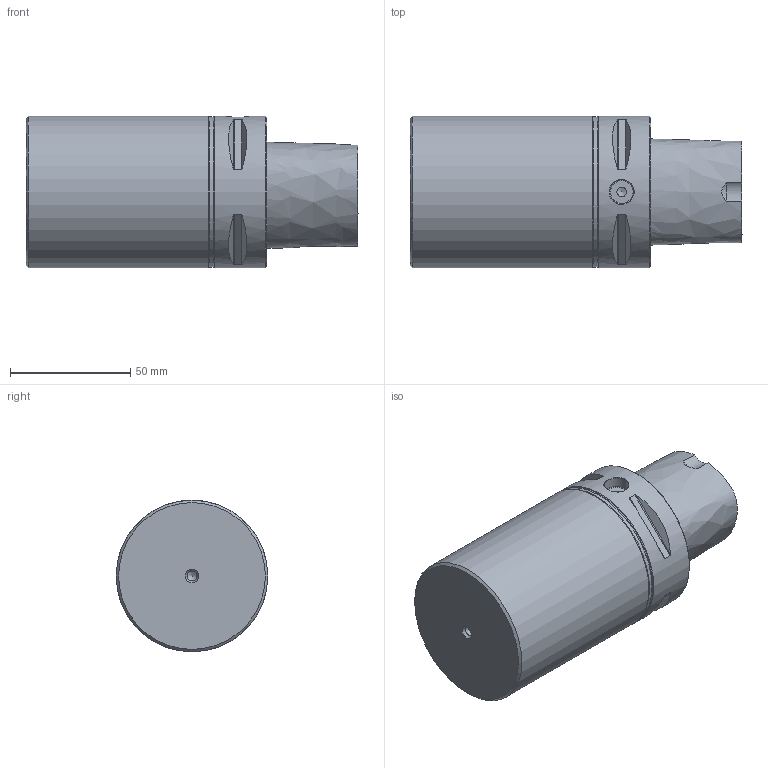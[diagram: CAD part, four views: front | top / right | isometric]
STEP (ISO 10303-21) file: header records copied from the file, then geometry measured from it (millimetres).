
FILE_DESCRIPTION(/* description */ (''),/* implementation_level */ '2;1');
FILE_NAME(/* name */ 'AC6-BL41-063-100.stp',/* time_stamp */ '2024-12-09T15:44:12+03:00',/* author */ (''),/* organization */ (''),/* preprocessor_version */ 'ST-DEVELOPER v19.4',/* originating_system */ 'SIEMENS PLM Software NX2306.9102',/* authorisation */ '');
FILE_SCHEMA (('AUTOMOTIVE_DESIGN { 1 0 10303 214 3 1 1 1 }'));
Length unit declared in the file: millimetre
Products named in the file (1): AC6-BL41-063-100-Light Step-Dxf_objects
Bounding box: 138 x 63 x 63 mm (x, y, z)
Volume: 364195.8 mm3; surface area: 31417.7 mm2
Topology: 1 solids, 1 shells, 44 faces, 100 edges, 63 vertices
Faces by surface type: plane 16, cylinder 15, cone 8, torus 3, bspline 2
Full cylindrical faces by diameter (mm): 4 x2, 10 x1, 62.4 x1, 63 x2
Entity records: 1863 total; most frequent: CARTESIAN_POINT 977, DIRECTION 166, ORIENTED_EDGE 148, EDGE_CURVE 74, AXIS2_PLACEMENT_3D 71, EDGE_LOOP 68, VERTEX_POINT 58, FACE_BOUND 47
